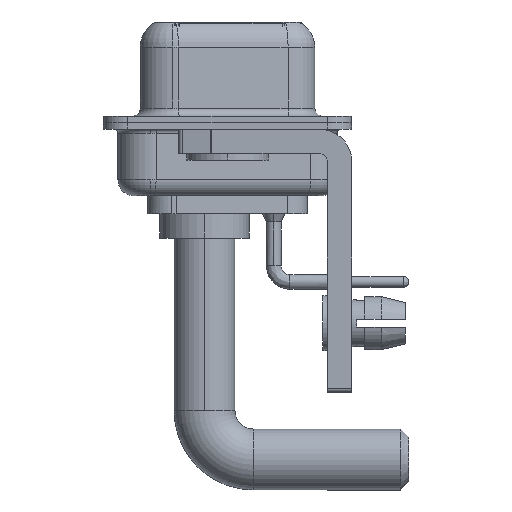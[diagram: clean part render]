
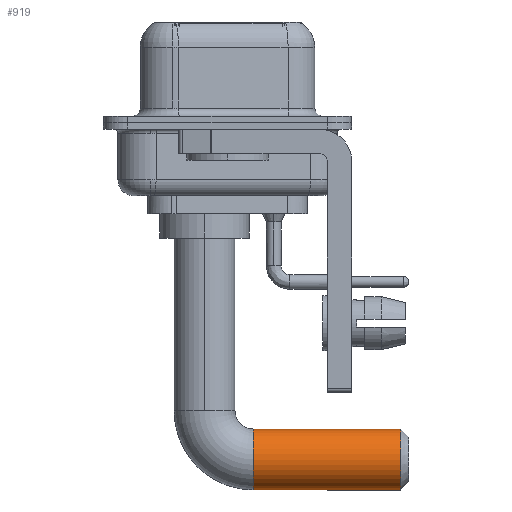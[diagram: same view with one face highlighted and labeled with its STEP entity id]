
A CAD part, left-side view. The second image highlights one B-rep face of the part: STEP entity #919.
In plain terms, the highlighted cylindrical face has radius 1.875 mm (diameter 3.75 mm), a partial arc.
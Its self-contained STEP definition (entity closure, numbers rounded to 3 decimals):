
#671 = DIRECTION ( 'NONE',  ( 0., 0., -1. ) ) ;
#919 = ADVANCED_FACE ( 'NONE', ( #13302 ), #17005, .T. ) ;
#1276 = ORIENTED_EDGE ( 'NONE', *, *, #7310, .T. ) ;
#2584 = DIRECTION ( 'NONE',  ( 0., -1., 0. ) ) ;
#3247 = CARTESIAN_POINT ( 'NONE',  ( 0., -3., -11.755 ) ) ;
#3664 = VERTEX_POINT ( 'NONE', #6901 ) ;
#4199 = EDGE_CURVE ( 'NONE', #3664, #16727, #5252, .T. ) ;
#4289 = DIRECTION ( 'NONE',  ( 0., -1., 0. ) ) ;
#4966 = VECTOR ( 'NONE', #4289, 1000. ) ;
#5252 = CIRCLE ( 'NONE', #20498, 1.875 ) ;
#5290 = VERTEX_POINT ( 'NONE', #12535 ) ;
#6583 = LINE ( 'NONE', #3247, #21055 ) ;
#6893 = CARTESIAN_POINT ( 'NONE',  ( 0., -12.07, -15.505 ) ) ;
#6901 = CARTESIAN_POINT ( 'NONE',  ( 0., -3., -11.755 ) ) ;
#7310 = EDGE_CURVE ( 'NONE', #17626, #5290, #20946, .T. ) ;
#7410 = AXIS2_PLACEMENT_3D ( 'NONE', #20829, #2584, #671 ) ;
#8781 = EDGE_CURVE ( 'NONE', #16727, #17626, #17381, .T. ) ;
#9297 = ORIENTED_EDGE ( 'NONE', *, *, #8781, .T. ) ;
#10688 = AXIS2_PLACEMENT_3D ( 'NONE', #20992, #22667, #21120 ) ;
#11152 = ORIENTED_EDGE ( 'NONE', *, *, #22521, .F. ) ;
#12535 = CARTESIAN_POINT ( 'NONE',  ( 0., -12.07, -11.755 ) ) ;
#13302 = FACE_OUTER_BOUND ( 'NONE', #19987, .T. ) ;
#14182 = DIRECTION ( 'NONE',  ( 0., -1., 0. ) ) ;
#16080 = CARTESIAN_POINT ( 'NONE',  ( 0., -3., -13.63 ) ) ;
#16346 = CARTESIAN_POINT ( 'NONE',  ( 0., -3., -15.505 ) ) ;
#16727 = VERTEX_POINT ( 'NONE', #16346 ) ;
#17005 = CYLINDRICAL_SURFACE ( 'NONE', #7410, 1.875 ) ;
#17381 = LINE ( 'NONE', #20970, #4966 ) ;
#17626 = VERTEX_POINT ( 'NONE', #6893 ) ;
#19987 = EDGE_LOOP ( 'NONE', ( #11152, #20602, #9297, #1276 ) ) ;
#20498 = AXIS2_PLACEMENT_3D ( 'NONE', #16080, #14182, #21487 ) ;
#20602 = ORIENTED_EDGE ( 'NONE', *, *, #4199, .T. ) ;
#20829 = CARTESIAN_POINT ( 'NONE',  ( 0., -3., -13.63 ) ) ;
#20946 = CIRCLE ( 'NONE', #10688, 1.875 ) ;
#20970 = CARTESIAN_POINT ( 'NONE',  ( 0., -3., -15.505 ) ) ;
#20992 = CARTESIAN_POINT ( 'NONE',  ( 0., -12.07, -13.63 ) ) ;
#21055 = VECTOR ( 'NONE', #21263, 1000. ) ;
#21120 = DIRECTION ( 'NONE',  ( 0., 0., -1. ) ) ;
#21263 = DIRECTION ( 'NONE',  ( 0., -1., 0. ) ) ;
#21487 = DIRECTION ( 'NONE',  ( -1., 0., 0. ) ) ;
#22521 = EDGE_CURVE ( 'NONE', #3664, #5290, #6583, .T. ) ;
#22667 = DIRECTION ( 'NONE',  ( 0., 1., 0. ) ) ;
